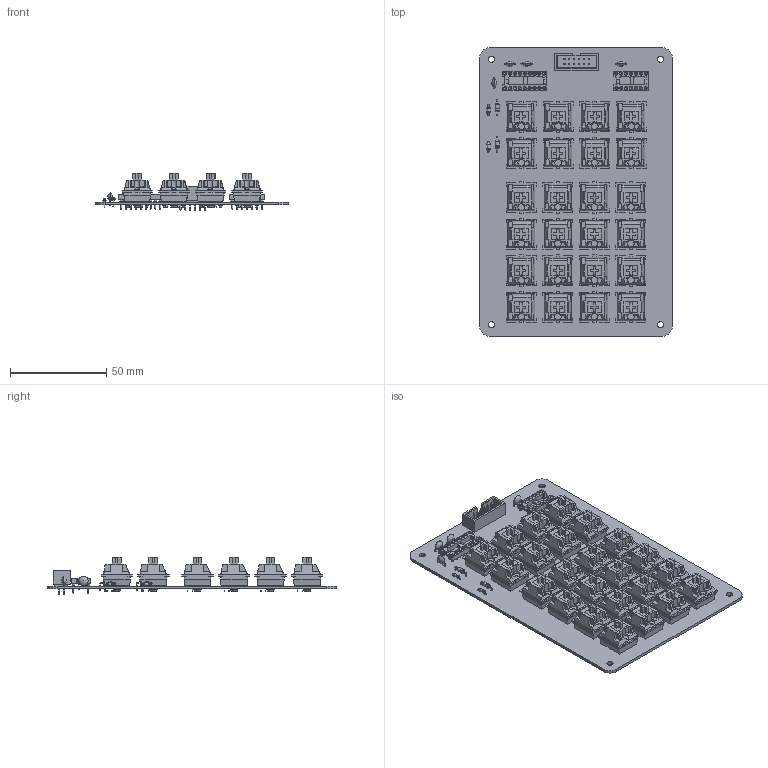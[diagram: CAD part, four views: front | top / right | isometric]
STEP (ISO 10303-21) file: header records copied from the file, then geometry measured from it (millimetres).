
FILE_DESCRIPTION(('KiCad electronic assembly'),'2;1');
FILE_NAME('Keypad Helper.step','2025-09-09T15:48:35',('Pcbnew'),('Kicad' ),'Open CASCADE STEP processor 7.8','KiCad to STEP converter', 'Unknown');
FILE_SCHEMA(('AUTOMOTIVE_DESIGN { 1 0 10303 214 1 1 1 1 }'));
Length unit declared in the file: millimetre
Products named in the file (13): Keypad Helper 1; DIP-14_W7.62mm_Socket; D_DO-35_SOD27_P7.62mm_Horizontal; CherryMX; Component1; Component2; R_Axial_DIN0204_L3.6mm_D1.6mm_P5.08mm_Horizontal; C_Disc_D5.0mm_W2.5mm_P5.00mm; DIP-18_W7.62mm_Socket; 0702461201; SOLID; COMPOUND; Keypad Helper_PCB
Assembly tree (40 placements, depth 3):
  Keypad Helper 1
    DIP-14_W7.62mm_Socket
    D_DO-35_SOD27_P7.62mm_Horizontal  x2
    CherryMX  x24
      Component1
      Component2
    R_Axial_DIN0204_L3.6mm_D1.6mm_P5.08mm_Horizontal  x2
    C_Disc_D5.0mm_W2.5mm_P5.00mm  x4
    DIP-18_W7.62mm_Socket
    0702461201
      SOLID
      COMPOUND
    Keypad Helper_PCB
Bounding box: 100 x 150 x 19.57 mm (x, y, z)
Volume: 65550.7 mm3; surface area: 76225.6 mm2
Topology: 206 solids, 206 shells, 4160 faces, 10049 edges, 6548 vertices
Faces by surface type: plane 3073, cylinder 839, cone 168, sphere 56, torus 16, revolution 8
Full cylindrical faces by diameter (mm): 0.5 x26, 0.508 x64, 0.7 x4, 0.8 x44, 1 x12, 1.44 x2, 1.5 x48, 1.524 x32, 1.6 x52, 1.7 x48, 1.724 x32, 2 x4, 2.02 x2, 3.2 x4, 3.85 x24, 4 x24
Entity records: 36847 total; most frequent: CARTESIAN_POINT 5872, DIRECTION 5817, ORIENTED_EDGE 5082, EDGE_CURVE 2541, AXIS2_PLACEMENT_3D 2101, FACE_BOUND 1697, EDGE_LOOP 1697, VERTEX_POINT 1620
